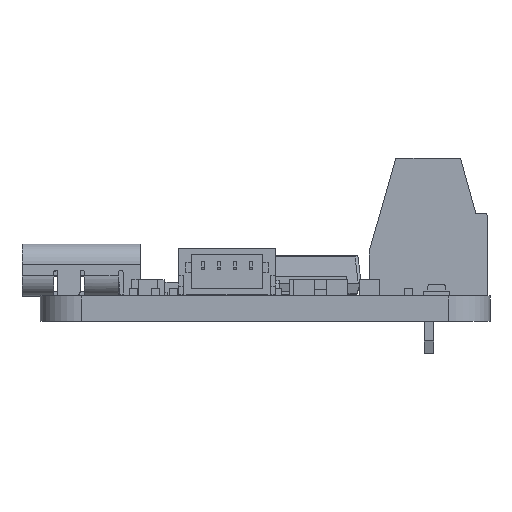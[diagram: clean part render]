
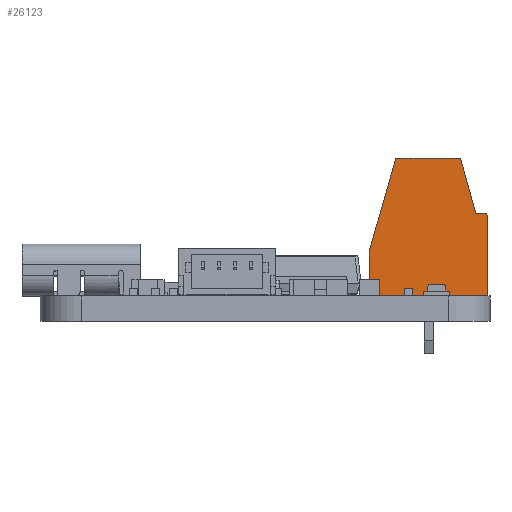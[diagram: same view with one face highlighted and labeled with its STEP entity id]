
A CAD part, left-side view. The second image highlights one B-rep face of the part: STEP entity #26123.
In plain terms, the highlighted planar face has unit normal (-1, 0, 0).
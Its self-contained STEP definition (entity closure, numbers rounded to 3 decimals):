
#947=PLANE('',#28150);
#2176=FACE_OUTER_BOUND('',#3696,.T.);
#3696=EDGE_LOOP('',(#20575,#20576,#20577,#20578,#20579,#20580,#20581,#20582));
#5724=LINE('',#40153,#8570);
#5772=LINE('',#40869,#8618);
#5801=LINE('',#40924,#8647);
#5804=LINE('',#40929,#8650);
#5805=LINE('',#40933,#8651);
#5806=LINE('',#40935,#8652);
#5807=LINE('',#40936,#8653);
#8570=VECTOR('',#32699,1000.);
#8618=VECTOR('',#32875,1000.);
#8647=VECTOR('',#32912,1000.);
#8650=VECTOR('',#32917,1000.);
#8651=VECTOR('',#32920,1000.);
#8652=VECTOR('',#32921,1000.);
#8653=VECTOR('',#32922,1000.);
#10604=CIRCLE('',#28151,0.2);
#11965=VERTEX_POINT('',#40150);
#11966=VERTEX_POINT('',#40152);
#12039=VERTEX_POINT('',#40866);
#12040=VERTEX_POINT('',#40868);
#12063=VERTEX_POINT('',#40928);
#12064=VERTEX_POINT('',#40930);
#12065=VERTEX_POINT('',#40932);
#12066=VERTEX_POINT('',#40934);
#14976=EDGE_CURVE('',#11965,#11966,#5724,.T.);
#15077=EDGE_CURVE('',#12040,#12039,#5772,.T.);
#15106=EDGE_CURVE('',#11965,#12040,#5801,.T.);
#15109=EDGE_CURVE('',#12063,#12039,#5804,.T.);
#15110=EDGE_CURVE('',#12063,#12064,#10604,.T.);
#15111=EDGE_CURVE('',#12065,#12064,#5805,.T.);
#15112=EDGE_CURVE('',#12066,#12065,#5806,.T.);
#15113=EDGE_CURVE('',#11966,#12066,#5807,.T.);
#20575=ORIENTED_EDGE('',*,*,#15109,.F.);
#20576=ORIENTED_EDGE('',*,*,#15110,.T.);
#20577=ORIENTED_EDGE('',*,*,#15111,.F.);
#20578=ORIENTED_EDGE('',*,*,#15112,.F.);
#20579=ORIENTED_EDGE('',*,*,#15113,.F.);
#20580=ORIENTED_EDGE('',*,*,#14976,.F.);
#20581=ORIENTED_EDGE('',*,*,#15106,.T.);
#20582=ORIENTED_EDGE('',*,*,#15077,.T.);
#26123=ADVANCED_FACE('',(#2176),#947,.F.);
#28150=AXIS2_PLACEMENT_3D('',#40927,#32915,#32916);
#28151=AXIS2_PLACEMENT_3D('',#40931,#32918,#32919);
#32699=DIRECTION('',(0.,-0.274,0.962));
#32875=DIRECTION('',(0.,-1.,0.));
#32912=DIRECTION('',(0.,0.,-1.));
#32915=DIRECTION('center_axis',(1.,0.,0.));
#32916=DIRECTION('ref_axis',(0.,1.,0.));
#32917=DIRECTION('',(0.,0.,-1.));
#32918=DIRECTION('center_axis',(-1.,0.,0.));
#32919=DIRECTION('ref_axis',(0.,1.,0.));
#32920=DIRECTION('',(0.,-1.,0.));
#32921=DIRECTION('',(0.,-0.269,-0.963));
#32922=DIRECTION('',(0.,-1.,0.));
#40150=CARTESIAN_POINT('',(-3.424,3.662,2.72));
#40152=CARTESIAN_POINT('',(-3.424,2.012,8.52));
#40153=CARTESIAN_POINT('',(-3.424,2.012,8.52));
#40866=CARTESIAN_POINT('',(-3.424,-3.638,0.02));
#40868=CARTESIAN_POINT('',(-3.424,3.662,0.02));
#40869=CARTESIAN_POINT('',(-3.424,-3.638,0.02));
#40924=CARTESIAN_POINT('',(-3.424,3.662,8.52));
#40927=CARTESIAN_POINT('Origin',(-3.424,-3.638,8.52));
#40928=CARTESIAN_POINT('',(-3.424,-3.638,4.92));
#40929=CARTESIAN_POINT('',(-3.424,-3.638,8.52));
#40930=CARTESIAN_POINT('',(-3.424,-3.438,5.12));
#40931=CARTESIAN_POINT('Origin',(-3.424,-3.438,4.92));
#40932=CARTESIAN_POINT('',(-3.424,-2.938,5.12));
#40933=CARTESIAN_POINT('',(-3.424,-2.938,5.12));
#40934=CARTESIAN_POINT('',(-3.424,-1.988,8.52));
#40935=CARTESIAN_POINT('',(-3.424,-1.988,8.52));
#40936=CARTESIAN_POINT('',(-3.424,-3.638,8.52));
